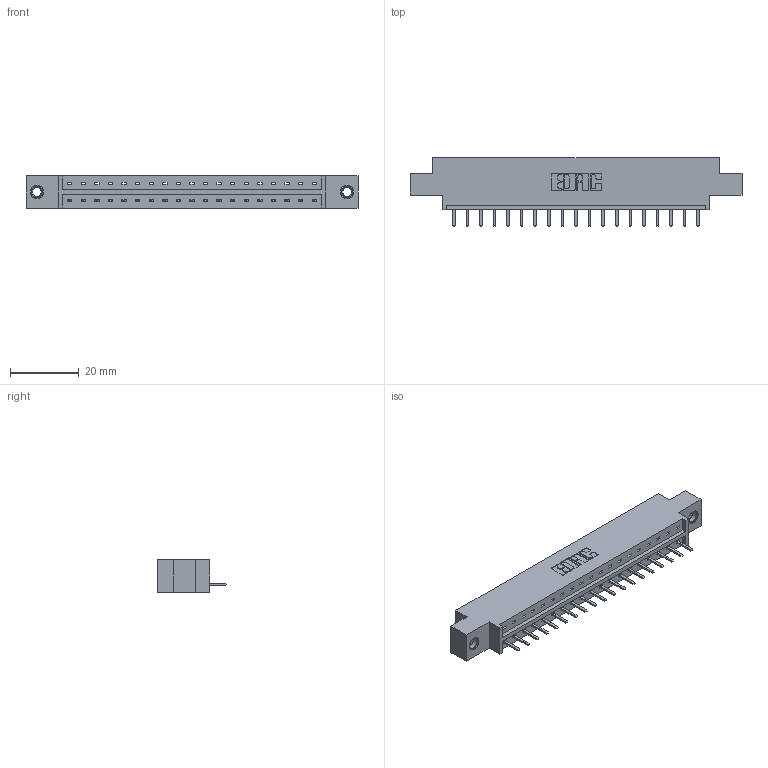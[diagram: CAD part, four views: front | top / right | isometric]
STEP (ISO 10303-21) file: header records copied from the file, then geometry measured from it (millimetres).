
FILE_DESCRIPTION (( 'STEP AP203' ), '1' );
FILE_NAME ('333-019-520-607.STEP', '2018-08-01T23:02:06', ( '' ), ( '' ), 'SwSTEP 2.0', 'SolidWorks 2016', '' );
FILE_SCHEMA (( 'CONFIG_CONTROL_DESIGN' ));
Length unit declared in the file: inch
Products named in the file (4): 333 Part_Offset - .156 Dia - TI; 345-292-001_345-293-120; 345-250-001_345-250-005-103; 333-019-520-607
Assembly tree (22 placements, depth 2):
  333-019-520-607
    333 Part_Offset - .156 Dia - TI
    345-292-001_345-293-120  x19
    345-250-001_345-250-005-103  x2
Bounding box: 96.82 x 20.02 x 9.4 mm (x, y, z)
Volume: 9249.5 mm3; surface area: 9901.1 mm2
Topology: 22 solids, 22 shells, 1356 faces, 3955 edges, 2578 vertices
Faces by surface type: plane 942, cylinder 398, cone 12, torus 4
Entity records: 16022 total; most frequent: CARTESIAN_POINT 2762, ORIENTED_EDGE 2698, DIRECTION 2397, EDGE_CURVE 1349, VECTOR 1197, LINE 1197, VERTEX_POINT 892, AXIS2_PLACEMENT_3D 600
